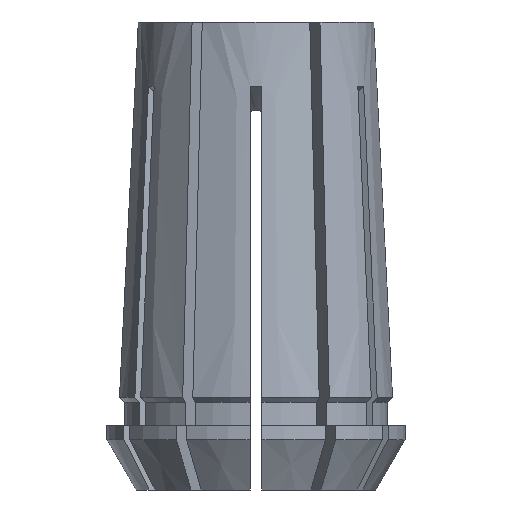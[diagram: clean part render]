
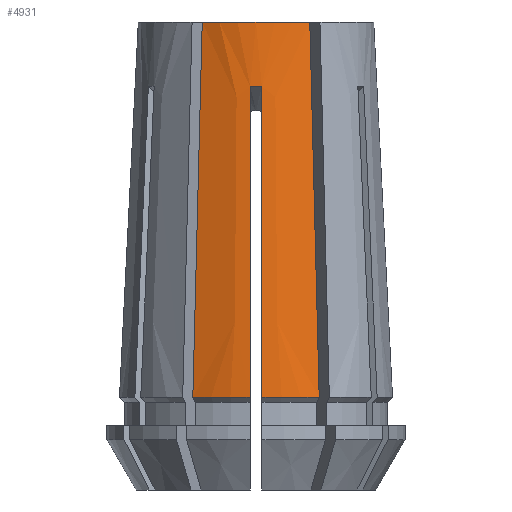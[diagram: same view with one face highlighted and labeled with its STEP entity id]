
A CAD part, front view. The second image highlights one B-rep face of the part: STEP entity #4931.
In plain terms, the highlighted conical face has half-angle 2.862 degrees and reference radius 11.679 mm.
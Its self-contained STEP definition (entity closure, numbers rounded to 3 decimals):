
#34 = VERTEX_POINT ( 'NONE', #2902 ) ;
#104 = CARTESIAN_POINT ( 'NONE',  ( 4.758, -9.241, -6.389 ) ) ;
#219 = CARTESIAN_POINT ( 'NONE',  ( 4.598, -8.964, 0. ) ) ;
#257 = DIRECTION ( 'NONE',  ( 1., 0., 0. ) ) ;
#281 = ORIENTED_EDGE ( 'NONE', *, *, #4452, .T. ) ;
#329 = CARTESIAN_POINT ( 'NONE',  ( -0.5, -10.338, -5.509 ) ) ;
#370 = CARTESIAN_POINT ( 'NONE',  ( 0., 0., -32.071 ) ) ;
#383 = DIRECTION ( 'NONE',  ( 0., 0., 1. ) ) ;
#426 = B_SPLINE_CURVE_WITH_KNOTS ( 'NONE', 3,
 ( #2483, #104, #478, #3654, #4371, #4038, #524 ),
 .UNSPECIFIED., .F., .F.,
 ( 4, 3, 4 ),
 ( 0., 0.019, 0.032 ),
 .UNSPECIFIED. ) ;
#427 = CARTESIAN_POINT ( 'NONE',  ( -5.401, -10.355, -32.071 ) ) ;
#478 = CARTESIAN_POINT ( 'NONE',  ( 4.918, -9.518, -12.778 ) ) ;
#524 = CARTESIAN_POINT ( 'NONE',  ( 5.401, -10.355, -32.071 ) ) ;
#582 = ORIENTED_EDGE ( 'NONE', *, *, #1572, .F. ) ;
#636 = CARTESIAN_POINT ( 'NONE',  ( 0.5, -10.36, -5.933 ) ) ;
#740 = ORIENTED_EDGE ( 'NONE', *, *, #1626, .F. ) ;
#752 = CIRCLE ( 'NONE', #2502, 11.679 ) ;
#762 = FACE_OUTER_BOUND ( 'NONE', #876, .T. ) ;
#794 = CARTESIAN_POINT ( 'NONE',  ( -4.918, -9.518, -12.778 ) ) ;
#815 = CARTESIAN_POINT ( 'NONE',  ( -0.5, -10.381, -6.356 ) ) ;
#832 = CARTESIAN_POINT ( 'NONE',  ( -0.5, -10.402, -6.78 ) ) ;
#843 = B_SPLINE_CURVE_WITH_KNOTS ( 'NONE', 3,
 ( #3582, #4354, #815, #832, #3538, #3568, #2009, #1979, #4750, #1568 ),
 .UNSPECIFIED., .F., .F.,
 ( 4, 3, 3, 4 ),
 ( 0.066, 0.067, 0.089, 0.092 ),
 .UNSPECIFIED. ) ;
#876 = EDGE_LOOP ( 'NONE', ( #3022, #2892, #3932, #582, #1543, #3433, #281, #740 ) ) ;
#1121 = CARTESIAN_POINT ( 'NONE',  ( 0., 0., -32.071 ) ) ;
#1142 = CARTESIAN_POINT ( 'NONE',  ( 0.5, -11.668, -32.071 ) ) ;
#1166 = CARTESIAN_POINT ( 'NONE',  ( -4.758, -9.241, -6.389 ) ) ;
#1331 = DIRECTION ( 'NONE',  ( -1., 0., 0. ) ) ;
#1338 = VERTEX_POINT ( 'NONE', #219 ) ;
#1358 = VERTEX_POINT ( 'NONE', #4531 ) ;
#1402 = EDGE_CURVE ( 'NONE', #1566, #4937, #1974, .T. ) ;
#1464 = CARTESIAN_POINT ( 'NONE',  ( 0.167, -10.354, -5.497 ) ) ;
#1543 = ORIENTED_EDGE ( 'NONE', *, *, #3694, .T. ) ;
#1566 = VERTEX_POINT ( 'NONE', #1621 ) ;
#1568 = CARTESIAN_POINT ( 'NONE',  ( -0.5, -11.668, -32.071 ) ) ;
#1572 = EDGE_CURVE ( 'NONE', #4386, #2033, #843, .T. ) ;
#1621 = CARTESIAN_POINT ( 'NONE',  ( 0.5, -10.338, -5.509 ) ) ;
#1626 = EDGE_CURVE ( 'NONE', #1338, #34, #426, .T. ) ;
#1855 = CARTESIAN_POINT ( 'NONE',  ( 0.5, -10.338, -5.509 ) ) ;
#1896 = CARTESIAN_POINT ( 'NONE',  ( 0.5, -11.611, -30.939 ) ) ;
#1974 = B_SPLINE_CURVE_WITH_KNOTS ( 'NONE', 3,
 ( #2964, #636, #4156, #2597, #3367, #4623, #5038, #3097, #1896, #1142 ),
 .UNSPECIFIED., .F., .F.,
 ( 4, 3, 3, 4 ),
 ( 0.066, 0.067, 0.089, 0.092 ),
 .UNSPECIFIED. ) ;
#1979 = CARTESIAN_POINT ( 'NONE',  ( -0.5, -11.555, -29.807 ) ) ;
#2009 = CARTESIAN_POINT ( 'NONE',  ( -0.5, -11.498, -28.675 ) ) ;
#2033 = VERTEX_POINT ( 'NONE', #3949 ) ;
#2109 = EDGE_CURVE ( 'NONE', #3614, #1358, #4212, .T. ) ;
#2251 = B_SPLINE_CURVE_WITH_KNOTS ( 'NONE', 3,
 ( #4627, #2679, #1464, #1855 ),
 .UNSPECIFIED., .F., .F.,
 ( 4, 4 ),
 ( 0., 0.001 ),
 .UNSPECIFIED. ) ;
#2332 = CARTESIAN_POINT ( 'NONE',  ( -5.186, -9.982, -23.469 ) ) ;
#2483 = CARTESIAN_POINT ( 'NONE',  ( 4.598, -8.964, 0. ) ) ;
#2502 = AXIS2_PLACEMENT_3D ( 'NONE', #370, #2725, #3113 ) ;
#2597 = CARTESIAN_POINT ( 'NONE',  ( 0.5, -10.402, -6.78 ) ) ;
#2679 = CARTESIAN_POINT ( 'NONE',  ( -0.167, -10.354, -5.497 ) ) ;
#2725 = DIRECTION ( 'NONE',  ( 0., 0., 1. ) ) ;
#2892 = ORIENTED_EDGE ( 'NONE', *, *, #2109, .T. ) ;
#2902 = CARTESIAN_POINT ( 'NONE',  ( 5.401, -10.355, -32.071 ) ) ;
#2964 = CARTESIAN_POINT ( 'NONE',  ( 0.5, -10.338, -5.509 ) ) ;
#3022 = ORIENTED_EDGE ( 'NONE', *, *, #5037, .F. ) ;
#3097 = CARTESIAN_POINT ( 'NONE',  ( 0.5, -11.555, -29.807 ) ) ;
#3113 = DIRECTION ( 'NONE',  ( 1., 0., 0. ) ) ;
#3141 = CONICAL_SURFACE ( 'NONE', #3751, 11.679, 0.05 ) ;
#3168 = CARTESIAN_POINT ( 'NONE',  ( -5.293, -10.168, -27.77 ) ) ;
#3367 = CARTESIAN_POINT ( 'NONE',  ( 0.5, -10.767, -14.078 ) ) ;
#3394 = AXIS2_PLACEMENT_3D ( 'NONE', #4628, #3493, #257 ) ;
#3433 = ORIENTED_EDGE ( 'NONE', *, *, #1402, .T. ) ;
#3493 = DIRECTION ( 'NONE',  ( 0., 0., 1. ) ) ;
#3538 = CARTESIAN_POINT ( 'NONE',  ( -0.5, -10.767, -14.078 ) ) ;
#3568 = CARTESIAN_POINT ( 'NONE',  ( -0.5, -11.133, -21.377 ) ) ;
#3582 = CARTESIAN_POINT ( 'NONE',  ( -0.5, -10.338, -5.509 ) ) ;
#3614 = VERTEX_POINT ( 'NONE', #4517 ) ;
#3654 = CARTESIAN_POINT ( 'NONE',  ( 5.078, -9.795, -19.167 ) ) ;
#3679 = AXIS2_PLACEMENT_3D ( 'NONE', #1121, #383, #3889 ) ;
#3681 = CARTESIAN_POINT ( 'NONE',  ( 0.5, -11.668, -32.071 ) ) ;
#3694 = EDGE_CURVE ( 'NONE', #4386, #1566, #2251, .T. ) ;
#3751 = AXIS2_PLACEMENT_3D ( 'NONE', #4959, #4429, #1331 ) ;
#3889 = DIRECTION ( 'NONE',  ( 1., 0., 0. ) ) ;
#3932 = ORIENTED_EDGE ( 'NONE', *, *, #4011, .T. ) ;
#3949 = CARTESIAN_POINT ( 'NONE',  ( -0.5, -11.668, -32.071 ) ) ;
#3961 = CARTESIAN_POINT ( 'NONE',  ( -4.598, -8.964, 0. ) ) ;
#4011 = EDGE_CURVE ( 'NONE', #1358, #2033, #752, .T. ) ;
#4038 = CARTESIAN_POINT ( 'NONE',  ( 5.293, -10.168, -27.77 ) ) ;
#4156 = CARTESIAN_POINT ( 'NONE',  ( 0.5, -10.381, -6.356 ) ) ;
#4212 = B_SPLINE_CURVE_WITH_KNOTS ( 'NONE', 3,
 ( #3961, #1166, #794, #4717, #2332, #3168, #427 ),
 .UNSPECIFIED., .F., .F.,
 ( 4, 3, 4 ),
 ( 0., 0.019, 0.032 ),
 .UNSPECIFIED. ) ;
#4354 = CARTESIAN_POINT ( 'NONE',  ( -0.5, -10.36, -5.933 ) ) ;
#4371 = CARTESIAN_POINT ( 'NONE',  ( 5.186, -9.982, -23.469 ) ) ;
#4386 = VERTEX_POINT ( 'NONE', #329 ) ;
#4406 = CIRCLE ( 'NONE', #3394, 10.075 ) ;
#4429 = DIRECTION ( 'NONE',  ( 0., 0., -1. ) ) ;
#4452 = EDGE_CURVE ( 'NONE', #4937, #34, #4458, .T. ) ;
#4458 = CIRCLE ( 'NONE', #3679, 11.679 ) ;
#4517 = CARTESIAN_POINT ( 'NONE',  ( -4.598, -8.964, 0. ) ) ;
#4531 = CARTESIAN_POINT ( 'NONE',  ( -5.401, -10.355, -32.071 ) ) ;
#4623 = CARTESIAN_POINT ( 'NONE',  ( 0.5, -11.133, -21.377 ) ) ;
#4627 = CARTESIAN_POINT ( 'NONE',  ( -0.5, -10.338, -5.509 ) ) ;
#4628 = CARTESIAN_POINT ( 'NONE',  ( 0., 0., 0. ) ) ;
#4717 = CARTESIAN_POINT ( 'NONE',  ( -5.078, -9.795, -19.167 ) ) ;
#4750 = CARTESIAN_POINT ( 'NONE',  ( -0.5, -11.611, -30.939 ) ) ;
#4931 = ADVANCED_FACE ( 'NONE', ( #762 ), #3141, .T. ) ;
#4937 = VERTEX_POINT ( 'NONE', #3681 ) ;
#4959 = CARTESIAN_POINT ( 'NONE',  ( 0., 0., -32.071 ) ) ;
#5037 = EDGE_CURVE ( 'NONE', #3614, #1338, #4406, .T. ) ;
#5038 = CARTESIAN_POINT ( 'NONE',  ( 0.5, -11.498, -28.675 ) ) ;
